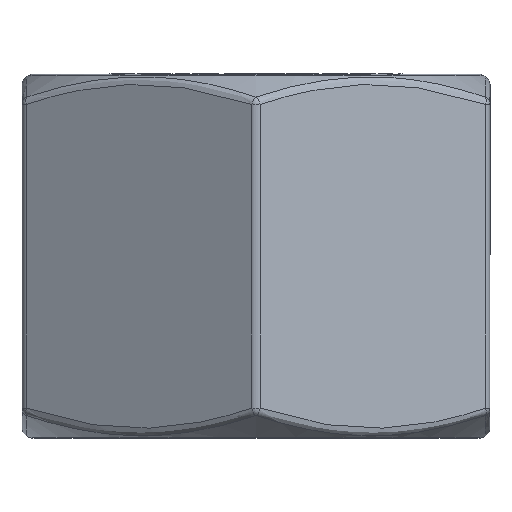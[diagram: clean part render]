
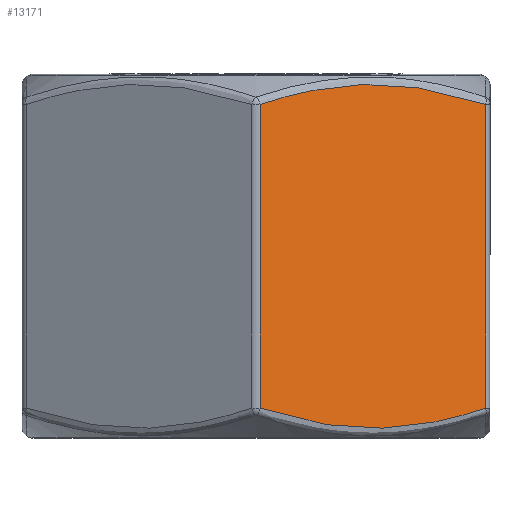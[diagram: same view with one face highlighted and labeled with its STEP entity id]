
A CAD part, front view. The second image highlights one B-rep face of the part: STEP entity #13171.
In plain terms, the highlighted planar face has unit normal (0.5, -0.866, 0).
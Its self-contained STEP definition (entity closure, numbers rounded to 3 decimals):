
#31 = CARTESIAN_POINT ( 'NONE',  ( 0.25, -15.444, 19.262 ) ) ;
#500 = CARTESIAN_POINT ( 'NONE',  ( 0., -15.588, 0. ) ) ;
#1027 = VECTOR ( 'NONE', #11537, 1000. ) ;
#1099 = CARTESIAN_POINT ( 'NONE',  ( 7.845, -11.059, 20.396 ) ) ;
#1343 = B_SPLINE_CURVE_WITH_KNOTS ( 'NONE', 3,
 ( #6212, #3237, #2962, #10745, #8611, #1099, #5440, #10677, #11679, #11898, #7571, #9812 ),
 .UNSPECIFIED., .F., .F.,
 ( 4, 2, 2, 2, 2, 4 ),
 ( 0., 0.004, 0.006, 0.008, 0.011, 0.015 ),
 .UNSPECIFIED. ) ;
#1883 = CARTESIAN_POINT ( 'NONE',  ( 0.25, -15.444, 0. ) ) ;
#2129 = EDGE_CURVE ( 'NONE', #2635, #9068, #1343, .T. ) ;
#2635 = VERTEX_POINT ( 'NONE', #5264 ) ;
#2863 = CARTESIAN_POINT ( 'NONE',  ( 9.489, -10.11, 0.788 ) ) ;
#2962 = CARTESIAN_POINT ( 'NONE',  ( 11.116, -9.171, 19.908 ) ) ;
#2999 = CARTESIAN_POINT ( 'NONE',  ( 12.187, -8.552, 1.384 ) ) ;
#3004 = AXIS2_PLACEMENT_3D ( 'NONE', #500, #3736, #12543 ) ;
#3228 = CARTESIAN_POINT ( 'NONE',  ( 0.25, -15.444, 1.738 ) ) ;
#3237 = CARTESIAN_POINT ( 'NONE',  ( 12.187, -8.552, 19.616 ) ) ;
#3736 = DIRECTION ( 'NONE',  ( 0.5, -0.866, 0. ) ) ;
#3783 = CARTESIAN_POINT ( 'NONE',  ( 13.25, -7.939, 1.738 ) ) ;
#3957 = LINE ( 'NONE', #11609, #1027 ) ;
#4060 = EDGE_LOOP ( 'NONE', ( #10670, #11613, #6090, #8289 ) ) ;
#4136 = CARTESIAN_POINT ( 'NONE',  ( 7.29, -11.38, 0.577 ) ) ;
#4985 = CARTESIAN_POINT ( 'NONE',  ( 4.541, -12.967, 0.689 ) ) ;
#5264 = CARTESIAN_POINT ( 'NONE',  ( 13.25, -7.939, 19.262 ) ) ;
#5440 = CARTESIAN_POINT ( 'NONE',  ( 7.29, -11.38, 20.423 ) ) ;
#5786 = FACE_OUTER_BOUND ( 'NONE', #4060, .T. ) ;
#6019 = VERTEX_POINT ( 'NONE', #3228 ) ;
#6090 = ORIENTED_EDGE ( 'NONE', *, *, #10730, .T. ) ;
#6176 = CARTESIAN_POINT ( 'NONE',  ( 5.632, -12.337, 0.578 ) ) ;
#6194 = B_SPLINE_CURVE_WITH_KNOTS ( 'NONE', 3,
 ( #10431, #8275, #11500, #4985, #6176, #4136, #7031, #12662, #2863, #11576, #2999, #11717 ),
 .UNSPECIFIED., .F., .F.,
 ( 4, 2, 2, 2, 2, 4 ),
 ( 0., 0.004, 0.008, 0.009, 0.011, 0.015 ),
 .UNSPECIFIED. ) ;
#6212 = CARTESIAN_POINT ( 'NONE',  ( 13.25, -7.939, 19.262 ) ) ;
#7031 = CARTESIAN_POINT ( 'NONE',  ( 7.845, -11.059, 0.604 ) ) ;
#7263 = EDGE_CURVE ( 'NONE', #9068, #6019, #11975, .T. ) ;
#7571 = CARTESIAN_POINT ( 'NONE',  ( 1.311, -14.831, 19.615 ) ) ;
#8275 = CARTESIAN_POINT ( 'NONE',  ( 1.311, -14.831, 1.385 ) ) ;
#8289 = ORIENTED_EDGE ( 'NONE', *, *, #2129, .T. ) ;
#8611 = CARTESIAN_POINT ( 'NONE',  ( 8.944, -10.425, 20.29 ) ) ;
#9068 = VERTEX_POINT ( 'NONE', #31 ) ;
#9596 = DIRECTION ( 'NONE',  ( 0., 0., -1. ) ) ;
#9671 = VERTEX_POINT ( 'NONE', #3783 ) ;
#9812 = CARTESIAN_POINT ( 'NONE',  ( 0.25, -15.444, 19.262 ) ) ;
#10197 = EDGE_CURVE ( 'NONE', #6019, #9671, #6194, .T. ) ;
#10431 = CARTESIAN_POINT ( 'NONE',  ( 0.25, -15.444, 1.738 ) ) ;
#10670 = ORIENTED_EDGE ( 'NONE', *, *, #7263, .T. ) ;
#10677 = CARTESIAN_POINT ( 'NONE',  ( 5.632, -12.337, 20.422 ) ) ;
#10730 = EDGE_CURVE ( 'NONE', #9671, #2635, #3957, .T. ) ;
#10745 = CARTESIAN_POINT ( 'NONE',  ( 9.489, -10.11, 20.212 ) ) ;
#11500 = CARTESIAN_POINT ( 'NONE',  ( 2.38, -14.214, 1.093 ) ) ;
#11537 = DIRECTION ( 'NONE',  ( 0., 0., 1. ) ) ;
#11576 = CARTESIAN_POINT ( 'NONE',  ( 11.116, -9.171, 1.092 ) ) ;
#11609 = CARTESIAN_POINT ( 'NONE',  ( 13.25, -7.939, 0. ) ) ;
#11613 = ORIENTED_EDGE ( 'NONE', *, *, #10197, .T. ) ;
#11679 = CARTESIAN_POINT ( 'NONE',  ( 4.541, -12.967, 20.311 ) ) ;
#11717 = CARTESIAN_POINT ( 'NONE',  ( 13.25, -7.939, 1.738 ) ) ;
#11721 = VECTOR ( 'NONE', #9596, 1000. ) ;
#11898 = CARTESIAN_POINT ( 'NONE',  ( 2.38, -14.214, 19.907 ) ) ;
#11975 = LINE ( 'NONE', #1883, #11721 ) ;
#12543 = DIRECTION ( 'NONE',  ( 0.866, 0.5, 0. ) ) ;
#12611 = PLANE ( 'NONE',  #3004 ) ;
#12662 = CARTESIAN_POINT ( 'NONE',  ( 8.944, -10.425, 0.71 ) ) ;
#13171 = ADVANCED_FACE ( 'NONE', ( #5786 ), #12611, .T. ) ;
